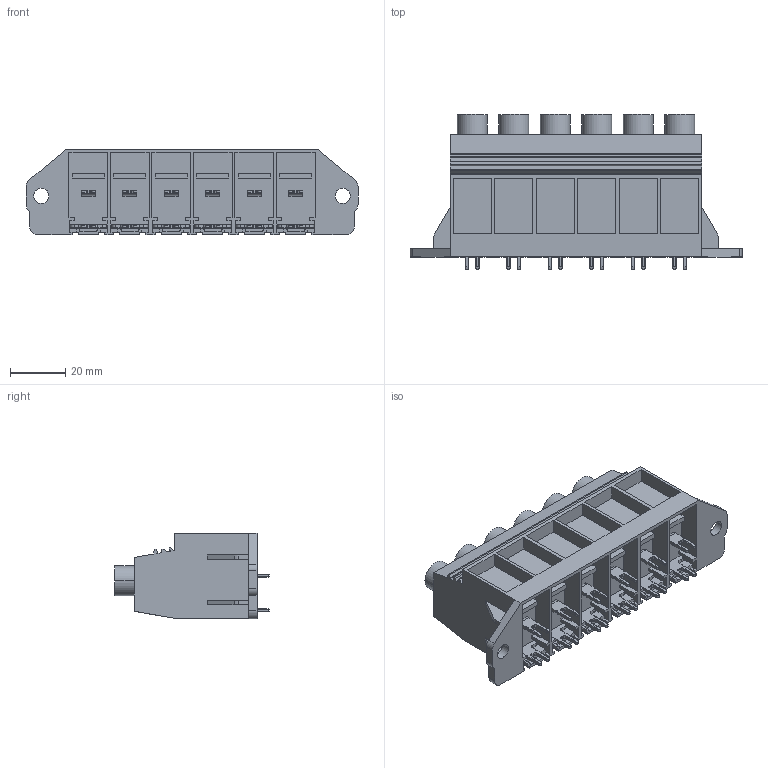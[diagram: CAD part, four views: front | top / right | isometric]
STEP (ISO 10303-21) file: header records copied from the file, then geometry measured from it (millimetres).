
FILE_DESCRIPTION(('CATIA V5 STEP Exchange'),'2;1');
FILE_NAME ('D1451650_0_1386440000_1386440000.stp','2016-10-04T09:56:46+00:00',('none'),('Weidmueller'),'CATIA Version 5-6 Release 2014','CATIA V5 STEP AP203','none');
FILE_SCHEMA(('CONFIG_CONTROL_DESIGN'));
Length unit declared in the file: millimetre
Products named in the file (1): 1386440000_S
Bounding box: 120 x 56 x 31 mm (x, y, z)
Volume: 91025.8 mm3; surface area: 31839.2 mm2
Topology: 19 solids, 19 shells, 1137 faces, 3204 edges, 2129 vertices
Faces by surface type: plane 779, cylinder 354, extrusion 4
Entity records: 34276 total; most frequent: CARTESIAN_POINT 7601, ORIENTED_EDGE 6408, DIRECTION 4086, EDGE_CURVE 3204, VECTOR 2360, LINE 2356, VERTEX_POINT 2129, EDGE_LOOP 1165
